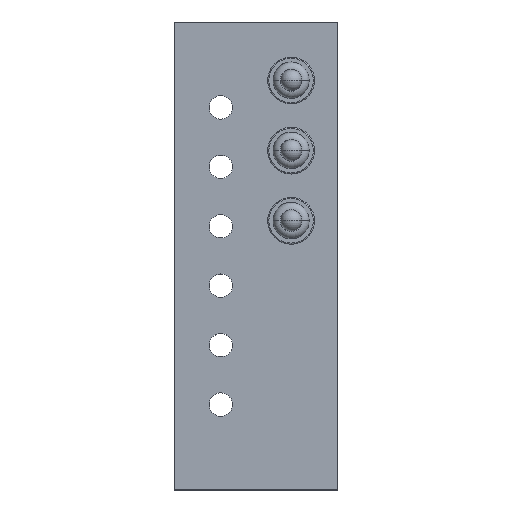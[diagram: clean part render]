
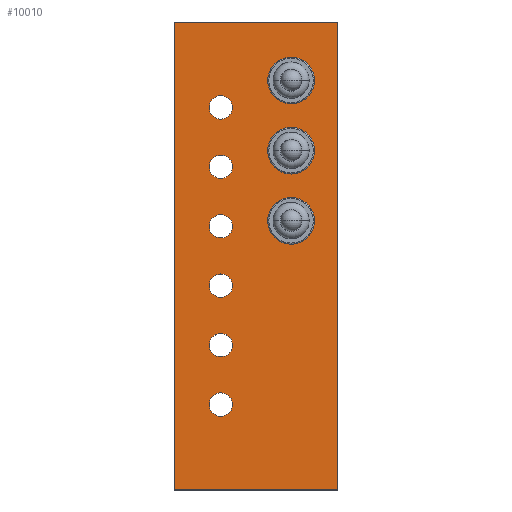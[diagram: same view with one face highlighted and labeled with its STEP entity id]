
A CAD part, top view. The second image highlights one B-rep face of the part: STEP entity #10010.
In plain terms, the highlighted planar face has unit normal (0, 0, 1).
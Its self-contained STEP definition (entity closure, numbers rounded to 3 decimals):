
#9832 = VERTEX_POINT('',#9833);
#9833 = CARTESIAN_POINT('',(3.73,-10.,1.6));
#9839 = EDGE_CURVE('',#9832,#9840,#9842,.T.);
#9840 = VERTEX_POINT('',#9841);
#9841 = CARTESIAN_POINT('',(-3.27,-10.,1.6));
#9842 = LINE('',#9843,#9844);
#9843 = CARTESIAN_POINT('',(3.73,-10.,1.6));
#9844 = VECTOR('',#9845,1.);
#9845 = DIRECTION('',(-1.,0.,0.));
#9872 = VERTEX_POINT('',#9873);
#9873 = CARTESIAN_POINT('',(3.73,10.,1.6));
#9879 = EDGE_CURVE('',#9872,#9832,#9880,.T.);
#9880 = LINE('',#9881,#9882);
#9881 = CARTESIAN_POINT('',(3.73,10.,1.6));
#9882 = VECTOR('',#9883,1.);
#9883 = DIRECTION('',(0.,-1.,0.));
#9901 = EDGE_CURVE('',#9840,#9902,#9904,.T.);
#9902 = VERTEX_POINT('',#9903);
#9903 = CARTESIAN_POINT('',(-3.27,10.,1.6));
#9904 = LINE('',#9905,#9906);
#9905 = CARTESIAN_POINT('',(-3.27,-10.,1.6));
#9906 = VECTOR('',#9907,1.);
#9907 = DIRECTION('',(0.,1.,0.));
#10010 = ADVANCED_FACE('',(#10011,#10022,#10033,#10044,#10055,#10066,
    #10077),#10088,.T.);
#10011 = FACE_BOUND('',#10012,.T.);
#10012 = EDGE_LOOP('',(#10013,#10014,#10015,#10021));
#10013 = ORIENTED_EDGE('',*,*,#9839,.F.);
#10014 = ORIENTED_EDGE('',*,*,#9879,.F.);
#10015 = ORIENTED_EDGE('',*,*,#10016,.F.);
#10016 = EDGE_CURVE('',#9902,#9872,#10017,.T.);
#10017 = LINE('',#10018,#10019);
#10018 = CARTESIAN_POINT('',(-3.27,10.,1.6));
#10019 = VECTOR('',#10020,1.);
#10020 = DIRECTION('',(1.,0.,0.));
#10021 = ORIENTED_EDGE('',*,*,#9901,.F.);
#10022 = FACE_BOUND('',#10023,.T.);
#10023 = EDGE_LOOP('',(#10024));
#10024 = ORIENTED_EDGE('',*,*,#10025,.T.);
#10025 = EDGE_CURVE('',#10026,#10026,#10028,.T.);
#10026 = VERTEX_POINT('',#10027);
#10027 = CARTESIAN_POINT('',(-1.27,-6.85,1.6));
#10028 = CIRCLE('',#10029,0.5);
#10029 = AXIS2_PLACEMENT_3D('',#10030,#10031,#10032);
#10030 = CARTESIAN_POINT('',(-1.27,-6.35,1.6));
#10031 = DIRECTION('',(-0.,0.,-1.));
#10032 = DIRECTION('',(-0.,-1.,0.));
#10033 = FACE_BOUND('',#10034,.T.);
#10034 = EDGE_LOOP('',(#10035));
#10035 = ORIENTED_EDGE('',*,*,#10036,.T.);
#10036 = EDGE_CURVE('',#10037,#10037,#10039,.T.);
#10037 = VERTEX_POINT('',#10038);
#10038 = CARTESIAN_POINT('',(-1.27,-4.31,1.6));
#10039 = CIRCLE('',#10040,0.5);
#10040 = AXIS2_PLACEMENT_3D('',#10041,#10042,#10043);
#10041 = CARTESIAN_POINT('',(-1.27,-3.81,1.6));
#10042 = DIRECTION('',(-0.,0.,-1.));
#10043 = DIRECTION('',(-0.,-1.,0.));
#10044 = FACE_BOUND('',#10045,.T.);
#10045 = EDGE_LOOP('',(#10046));
#10046 = ORIENTED_EDGE('',*,*,#10047,.T.);
#10047 = EDGE_CURVE('',#10048,#10048,#10050,.T.);
#10048 = VERTEX_POINT('',#10049);
#10049 = CARTESIAN_POINT('',(-1.27,-1.77,1.6));
#10050 = CIRCLE('',#10051,0.5);
#10051 = AXIS2_PLACEMENT_3D('',#10052,#10053,#10054);
#10052 = CARTESIAN_POINT('',(-1.27,-1.27,1.6));
#10053 = DIRECTION('',(-0.,0.,-1.));
#10054 = DIRECTION('',(-0.,-1.,0.));
#10055 = FACE_BOUND('',#10056,.T.);
#10056 = EDGE_LOOP('',(#10057));
#10057 = ORIENTED_EDGE('',*,*,#10058,.T.);
#10058 = EDGE_CURVE('',#10059,#10059,#10061,.T.);
#10059 = VERTEX_POINT('',#10060);
#10060 = CARTESIAN_POINT('',(-1.27,0.77,1.6));
#10061 = CIRCLE('',#10062,0.5);
#10062 = AXIS2_PLACEMENT_3D('',#10063,#10064,#10065);
#10063 = CARTESIAN_POINT('',(-1.27,1.27,1.6));
#10064 = DIRECTION('',(-0.,0.,-1.));
#10065 = DIRECTION('',(-0.,-1.,0.));
#10066 = FACE_BOUND('',#10067,.T.);
#10067 = EDGE_LOOP('',(#10068));
#10068 = ORIENTED_EDGE('',*,*,#10069,.T.);
#10069 = EDGE_CURVE('',#10070,#10070,#10072,.T.);
#10070 = VERTEX_POINT('',#10071);
#10071 = CARTESIAN_POINT('',(-1.27,3.31,1.6));
#10072 = CIRCLE('',#10073,0.5);
#10073 = AXIS2_PLACEMENT_3D('',#10074,#10075,#10076);
#10074 = CARTESIAN_POINT('',(-1.27,3.81,1.6));
#10075 = DIRECTION('',(-0.,0.,-1.));
#10076 = DIRECTION('',(-0.,-1.,0.));
#10077 = FACE_BOUND('',#10078,.T.);
#10078 = EDGE_LOOP('',(#10079));
#10079 = ORIENTED_EDGE('',*,*,#10080,.T.);
#10080 = EDGE_CURVE('',#10081,#10081,#10083,.T.);
#10081 = VERTEX_POINT('',#10082);
#10082 = CARTESIAN_POINT('',(-1.27,5.85,1.6));
#10083 = CIRCLE('',#10084,0.5);
#10084 = AXIS2_PLACEMENT_3D('',#10085,#10086,#10087);
#10085 = CARTESIAN_POINT('',(-1.27,6.35,1.6));
#10086 = DIRECTION('',(-0.,0.,-1.));
#10087 = DIRECTION('',(-0.,-1.,0.));
#10088 = PLANE('',#10089);
#10089 = AXIS2_PLACEMENT_3D('',#10090,#10091,#10092);
#10090 = CARTESIAN_POINT('',(0.,0.,1.6));
#10091 = DIRECTION('',(0.,0.,1.));
#10092 = DIRECTION('',(1.,0.,-0.));
